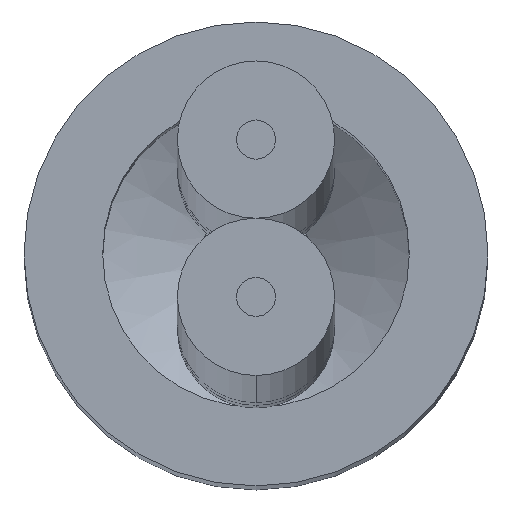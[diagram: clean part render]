
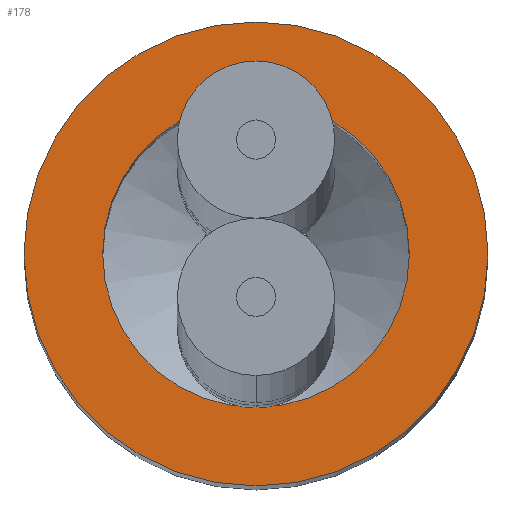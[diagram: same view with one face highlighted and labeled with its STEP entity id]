
A CAD part, top view. The second image highlights one B-rep face of the part: STEP entity #178.
In plain terms, the highlighted planar face has unit normal (0, 0, 1).
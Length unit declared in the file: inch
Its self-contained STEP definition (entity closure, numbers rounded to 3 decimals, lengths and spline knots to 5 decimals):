
#1=CARTESIAN_POINT('',(0.,0.,0.28898));
#2=DIRECTION('',(0.,0.,1.));
#3=DIRECTION('',(0.,1.,0.));
#4=AXIS2_PLACEMENT_3D('',#1,#2,#3);
#6=CARTESIAN_POINT('',(0.,0.,0.28898));
#7=DIRECTION('',(0.,0.,-1.));
#8=DIRECTION('',(0.,1.,0.));
#9=AXIS2_PLACEMENT_3D('',#6,#7,#8);
#111=CARTESIAN_POINT('',(0.,0.,0.28898));
#112=DIRECTION('',(0.,0.,1.));
#113=DIRECTION('',(0.,1.,0.));
#114=AXIS2_PLACEMENT_3D('',#111,#112,#113);
#120=CARTESIAN_POINT('',(0.,0.,0.28898));
#121=DIRECTION('',(0.,0.,-1.));
#122=DIRECTION('',(0.,1.,0.));
#123=AXIS2_PLACEMENT_3D('',#120,#121,#122);
#129=CARTESIAN_POINT('',(0.,0.039,0.28898));
#131=VERTEX_POINT('',#129);
#142=CARTESIAN_POINT('',(0.,0.059,0.28898));
#144=VERTEX_POINT('',#142);
#145=CARTESIAN_POINT('',(0.,-0.039,0.28898));
#147=VERTEX_POINT('',#145);
#158=CARTESIAN_POINT('',(0.,-0.059,0.28898));
#160=VERTEX_POINT('',#158);
#161=CARTESIAN_POINT('',(0.,0.,0.28898));
#162=DIRECTION('',(0.,0.,1.));
#163=DIRECTION('',(0.,1.,0.));
#164=AXIS2_PLACEMENT_3D('',#161,#162,#163);
#165=PLANE('',#164);
#167=ORIENTED_EDGE('',*,*,#166,.F.);
#169=ORIENTED_EDGE('',*,*,#168,.T.);
#170=EDGE_LOOP('',(#167,#169));
#171=FACE_OUTER_BOUND('',#170,.F.);
#173=ORIENTED_EDGE('',*,*,#172,.F.);
#175=ORIENTED_EDGE('',*,*,#174,.T.);
#176=EDGE_LOOP('',(#173,#175));
#177=FACE_BOUND('',#176,.F.);
#178=ADVANCED_FACE('',(#171,#177),#165,.T.);
#5=CIRCLE('',#4,0.059);
#10=CIRCLE('',#9,0.059);
#115=CIRCLE('',#114,0.039);
#124=CIRCLE('',#123,0.039);
#166=EDGE_CURVE('',#144,#160,#5,.T.);
#168=EDGE_CURVE('',#144,#160,#10,.T.);
#172=EDGE_CURVE('',#131,#147,#124,.T.);
#174=EDGE_CURVE('',#131,#147,#115,.T.);
